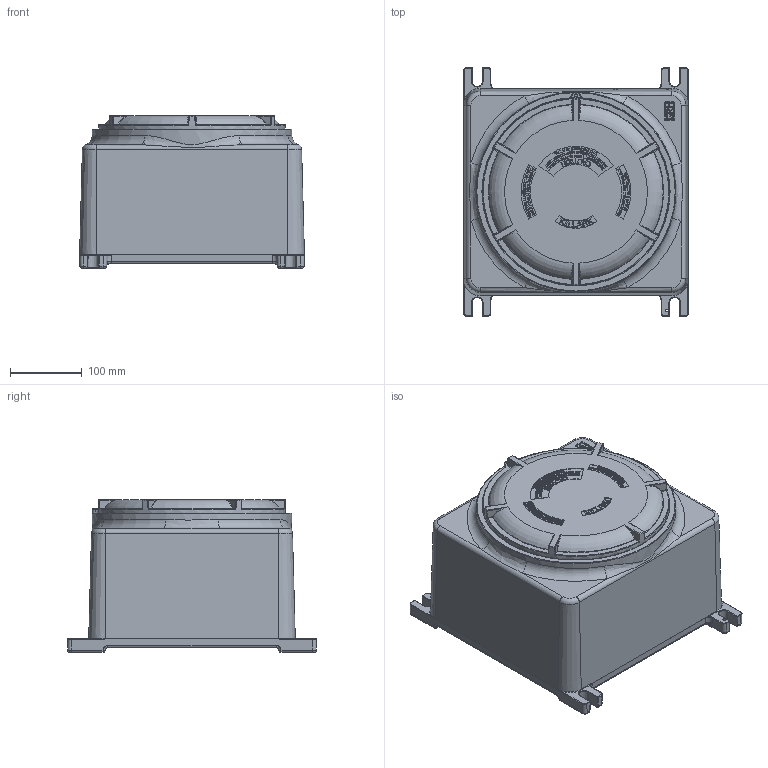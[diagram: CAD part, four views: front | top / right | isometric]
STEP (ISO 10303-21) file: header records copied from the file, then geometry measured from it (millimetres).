
FILE_DESCRIPTION(/* description */ ('GRH BOX WITH BLANK COVER '),/* implementation_level */ '2;1');
FILE_NAME(/* name */ 'KIL_GRH.stp',/* time_stamp */ '2017-12-13T20:09:59+06:00',/* author */ ('ypadmaraja'),/* organization */ (''),/* preprocessor_version */ 'ST-DEVELOPER v16.13',/* originating_system */ 'Autodesk Inventor 2018',/* authorisation */ '');
FILE_SCHEMA (('AUTOMOTIVE_DESIGN { 1 0 10303 214 3 1 1 }'));
Products named in the file (3): GRH; 17818; 17813
Assembly tree (2 placements, depth 2):
  GRH
    17818
    17813
Bounding box: 312.82 x 346.07 x 212.72 mm (x, y, z)
Volume: 6780787.2 mm3; surface area: 769417.5 mm2
Topology: 2 solids, 2 shells, 3589 faces, 9497 edges, 6128 vertices
Faces by surface type: plane 1988, bspline 1171, cylinder 260, torus 94, sphere 46, cone 30
Full cylindrical faces by diameter (mm): 2.184 x11, 3.683 x2, 3.962 x1, 244.373 x1, 249.225 x1, 251.393 x1, 261.925 x1, 277.812 x1
Entity records: 121072 total; most frequent: CARTESIAN_POINT 38910, ORIENTED_EDGE 18780, DIRECTION 13049, EDGE_CURVE 9390, LINE 6327, VECTOR 6327, VERTEX_POINT 6101, EDGE_LOOP 3889
